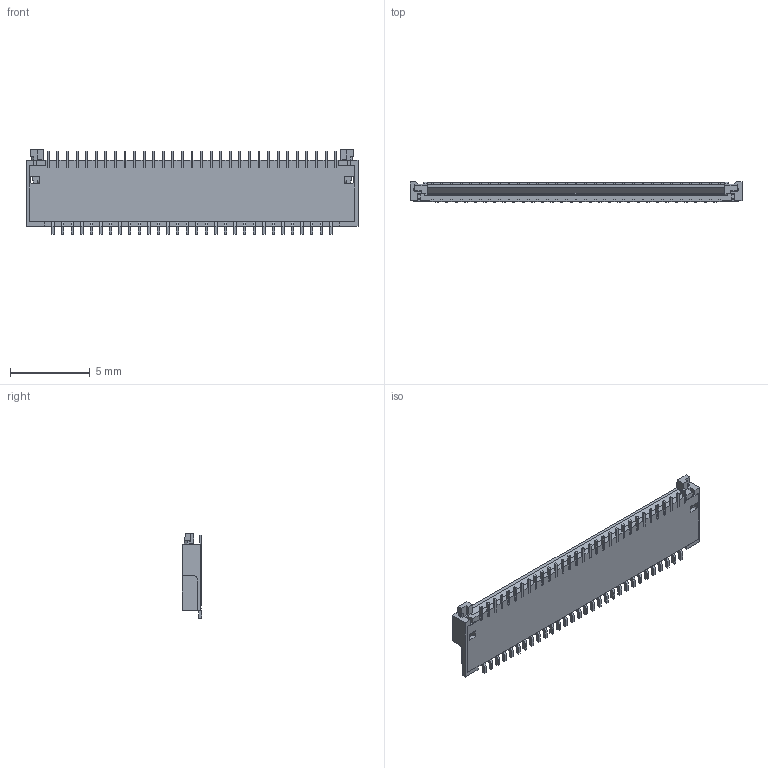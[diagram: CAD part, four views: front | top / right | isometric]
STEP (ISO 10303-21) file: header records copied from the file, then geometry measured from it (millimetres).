
FILE_DESCRIPTION(('OneSpaceDesigner STEP Export'),'2;1');
FILE_NAME('FH23-61S-0.3SHW.stp','2007-03-19T10:59:31',(''),(''),'OneSpace Designer STEP processor (Jan. 2003) for AP214(CD)(Solid Model)','OneSpace Designer 12.00 10-Sep-2003 (C) CoCreate Software GmbH','');
FILE_SCHEMA(('AUTOMOTIVE_DESIGN_CC2 {1 2 10303 214 -1 1 5 1}'));
Length unit declared in the file: millimetre
Products named in the file (2): FH23-61S-0.3SHW_Èª
Assembly tree (1 placements, depth 2):
  FH23-61S-0.3SHW_Èª
    FH23-61S-0.3SHW_Èª
Bounding box: 20.8 x 1.25 x 5.3 mm (x, y, z)
Volume: 80.9 mm3; surface area: 454.9 mm2
Topology: 1 solids, 1 shells, 1258 faces, 3949 edges, 2626 vertices
Faces by surface type: plane 1066, cylinder 192
Entity records: 41011 total; most frequent: ORIENTED_EDGE 7898, CARTESIAN_POINT 7289, DIRECTION 5972, EDGE_CURVE 3949, VECTOR 3354, LINE 3354, VERTEX_POINT 2626, EDGE_LOOP 1325
